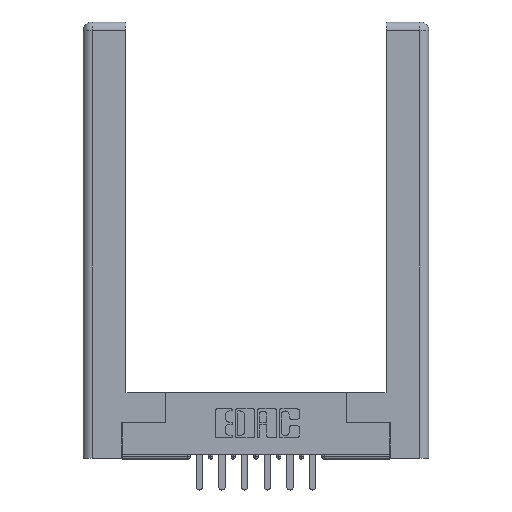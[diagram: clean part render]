
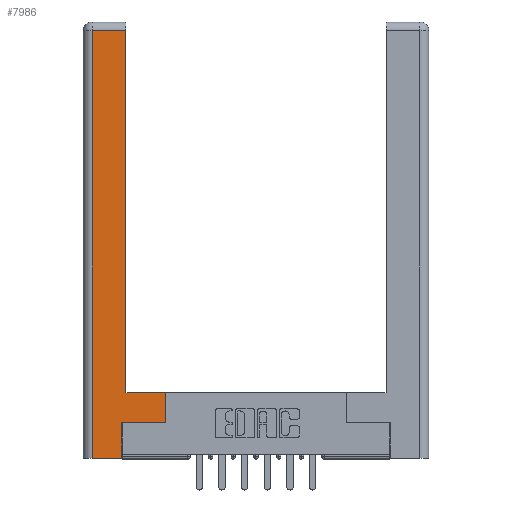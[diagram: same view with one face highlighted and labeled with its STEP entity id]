
A CAD part, top view. The second image highlights one B-rep face of the part: STEP entity #7986.
In plain terms, the highlighted planar face has unit normal (0, 0, 1).
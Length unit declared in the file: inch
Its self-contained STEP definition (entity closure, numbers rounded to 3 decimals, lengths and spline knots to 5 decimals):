
#98 = CARTESIAN_POINT ( 'NONE',  ( 0.565, 0.45, 0. ) ) ;
#450 = LINE ( 'NONE', #11984, #7266 ) ;
#1125 = FACE_OUTER_BOUND ( 'NONE', #4373, .T. ) ;
#1298 = VECTOR ( 'NONE', #11729, 39.37008 ) ;
#1372 = CARTESIAN_POINT ( 'NONE',  ( 0.265, 0.245, 0. ) ) ;
#1386 = EDGE_CURVE ( 'NONE', #10319, #12412, #11362, .T. ) ;
#1992 = EDGE_CURVE ( 'NONE', #7751, #9387, #450, .T. ) ;
#2542 = ORIENTED_EDGE ( 'NONE', *, *, #10614, .T. ) ;
#2726 = VECTOR ( 'NONE', #10909, 39.37008 ) ;
#2736 = LINE ( 'NONE', #5365, #1298 ) ;
#2939 = DIRECTION ( 'NONE',  ( -1., 0., 0. ) ) ;
#3032 = PLANE ( 'NONE',  #4430 ) ;
#3101 = VECTOR ( 'NONE', #11809, 39.37008 ) ;
#3160 = CARTESIAN_POINT ( 'NONE',  ( 0.265, 0.245, 0. ) ) ;
#3394 = LINE ( 'NONE', #5709, #2726 ) ;
#4175 = CARTESIAN_POINT ( 'NONE',  ( 0.565, 0.245, 0. ) ) ;
#4373 = EDGE_LOOP ( 'NONE', ( #4926, #10097, #5038, #7309, #8319, #9398, #2542, #11623 ) ) ;
#4430 = AXIS2_PLACEMENT_3D ( 'NONE', #13400, #10322, #2939 ) ;
#4738 = VERTEX_POINT ( 'NONE', #8574 ) ;
#4926 = ORIENTED_EDGE ( 'NONE', *, *, #11744, .T. ) ;
#5038 = ORIENTED_EDGE ( 'NONE', *, *, #8049, .T. ) ;
#5183 = LINE ( 'NONE', #8371, #11700 ) ;
#5208 = CARTESIAN_POINT ( 'NONE',  ( 0.0615, 0., 0. ) ) ;
#5251 = DIRECTION ( 'NONE',  ( 0., -1., 0. ) ) ;
#5365 = CARTESIAN_POINT ( 'NONE',  ( 0.295, 3., 0. ) ) ;
#5709 = CARTESIAN_POINT ( 'NONE',  ( 0.265, 0., 0. ) ) ;
#5842 = EDGE_CURVE ( 'NONE', #7798, #10319, #5854, .T. ) ;
#5854 = LINE ( 'NONE', #1372, #3101 ) ;
#6397 = VECTOR ( 'NONE', #10494, 39.37008 ) ;
#6818 = VERTEX_POINT ( 'NONE', #7784 ) ;
#7266 = VECTOR ( 'NONE', #12996, 39.37008 ) ;
#7309 = ORIENTED_EDGE ( 'NONE', *, *, #7692, .T. ) ;
#7437 = EDGE_CURVE ( 'NONE', #4738, #6818, #5183, .T. ) ;
#7444 = VECTOR ( 'NONE', #5251, 39.37008 ) ;
#7692 = EDGE_CURVE ( 'NONE', #12374, #7798, #3394, .T. ) ;
#7751 = VERTEX_POINT ( 'NONE', #12952 ) ;
#7784 = CARTESIAN_POINT ( 'NONE',  ( 0.0615, 2.94, 0. ) ) ;
#7798 = VERTEX_POINT ( 'NONE', #13042 ) ;
#7986 = ADVANCED_FACE ( 'NONE', ( #1125 ), #3032, .F. ) ;
#8049 = EDGE_CURVE ( 'NONE', #6818, #12374, #11025, .T. ) ;
#8319 = ORIENTED_EDGE ( 'NONE', *, *, #5842, .T. ) ;
#8371 = CARTESIAN_POINT ( 'NONE',  ( 0.0615, 2.94, 0. ) ) ;
#8574 = CARTESIAN_POINT ( 'NONE',  ( 0.295, 2.94, 0. ) ) ;
#8609 = VECTOR ( 'NONE', #10606, 39.37008 ) ;
#9387 = VERTEX_POINT ( 'NONE', #9624 ) ;
#9398 = ORIENTED_EDGE ( 'NONE', *, *, #1386, .T. ) ;
#9450 = DIRECTION ( 'NONE',  ( -1., 0., 0. ) ) ;
#9624 = CARTESIAN_POINT ( 'NONE',  ( 0.295, 0.45, 0. ) ) ;
#10097 = ORIENTED_EDGE ( 'NONE', *, *, #7437, .T. ) ;
#10319 = VERTEX_POINT ( 'NONE', #3160 ) ;
#10322 = DIRECTION ( 'NONE',  ( 0., 0., -1. ) ) ;
#10468 = CARTESIAN_POINT ( 'NONE',  ( 0.0615, 0., 0. ) ) ;
#10494 = DIRECTION ( 'NONE',  ( 0., 1., 0. ) ) ;
#10606 = DIRECTION ( 'NONE',  ( 1., 0., 0. ) ) ;
#10614 = EDGE_CURVE ( 'NONE', #12412, #7751, #10960, .T. ) ;
#10909 = DIRECTION ( 'NONE',  ( 1., 0., 0. ) ) ;
#10960 = LINE ( 'NONE', #98, #6397 ) ;
#11025 = LINE ( 'NONE', #5208, #7444 ) ;
#11362 = LINE ( 'NONE', #4175, #8609 ) ;
#11623 = ORIENTED_EDGE ( 'NONE', *, *, #1992, .T. ) ;
#11700 = VECTOR ( 'NONE', #9450, 39.37008 ) ;
#11729 = DIRECTION ( 'NONE',  ( 0., 1., 0. ) ) ;
#11744 = EDGE_CURVE ( 'NONE', #9387, #4738, #2736, .T. ) ;
#11809 = DIRECTION ( 'NONE',  ( 0., 1., 0. ) ) ;
#11984 = CARTESIAN_POINT ( 'NONE',  ( 0.295, 0.45, 0. ) ) ;
#12374 = VERTEX_POINT ( 'NONE', #10468 ) ;
#12412 = VERTEX_POINT ( 'NONE', #12548 ) ;
#12548 = CARTESIAN_POINT ( 'NONE',  ( 0.565, 0.245, 0. ) ) ;
#12952 = CARTESIAN_POINT ( 'NONE',  ( 0.565, 0.45, 0. ) ) ;
#12996 = DIRECTION ( 'NONE',  ( -1., 0., 0. ) ) ;
#13042 = CARTESIAN_POINT ( 'NONE',  ( 0.265, 0., 0. ) ) ;
#13400 = CARTESIAN_POINT ( 'NONE',  ( 0., 0., 0. ) ) ;
